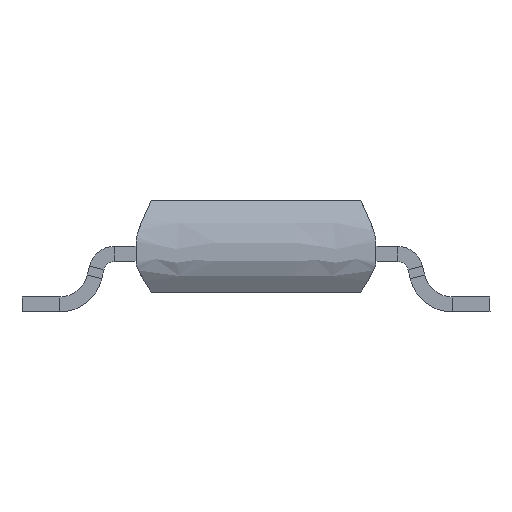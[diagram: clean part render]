
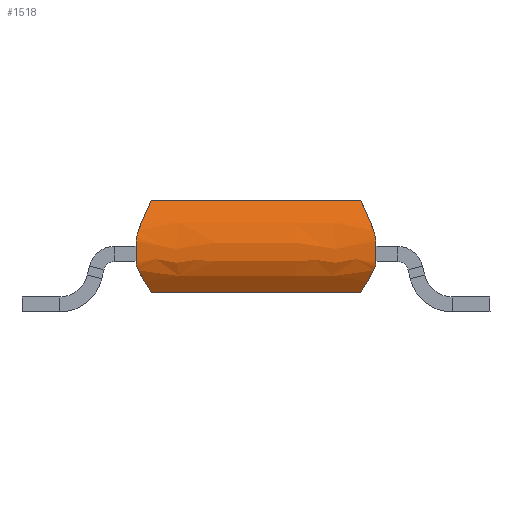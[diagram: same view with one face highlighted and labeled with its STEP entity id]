
A CAD part, front view. The second image highlights one B-rep face of the part: STEP entity #1518.
In plain terms, the highlighted free-form (B-spline) face has degree [3, 3] with [4, 8] control points.
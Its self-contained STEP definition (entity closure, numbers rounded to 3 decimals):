
#1518=ADVANCED_FACE('',(#4235),#4237,.T.);
#4235=FACE_BOUND('',#4236,.T.);
#4236=EDGE_LOOP('',(#6715,#6716,#6717,#6718));
#4237=B_SPLINE_SURFACE_WITH_KNOTS('',3,3,(
(#4238,#4239,#4240,#4241,#4242,#4243,#4244,#4245),
(#4246,#4247,#4248,#4249,#4250,#4251,#4252,#4253),
(#4254,#4255,#4256,#4257,#4258,#4259,#4260,#4261),
(#4262,#4263,#4264,#4265,#4266,#4267,#4268,#4269)),
.UNSPECIFIED.,.F.,.F.,.F.,
(4,4),
(4,2,2,4),
(0.,1.),
(0.,1.382,1.99,3.),
.UNSPECIFIED.);
#4238=CARTESIAN_POINT('',(1.746,-2.248,1.73));
#4239=CARTESIAN_POINT('',(1.844,-2.346,1.496));
#4240=CARTESIAN_POINT('',(2.,-2.502,1.226));
#4241=CARTESIAN_POINT('',(2.,-2.502,0.941));
#4242=CARTESIAN_POINT('',(2.,-2.502,0.806));
#4243=CARTESIAN_POINT('',(2.,-2.502,0.574));
#4244=CARTESIAN_POINT('',(1.847,-2.349,0.377));
#4245=CARTESIAN_POINT('',(1.746,-2.248,0.206));
#4246=CARTESIAN_POINT('',(0.582,-2.248,1.73));
#4247=CARTESIAN_POINT('',(0.68,-2.346,1.496));
#4248=CARTESIAN_POINT('',(0.667,-2.502,1.226));
#4249=CARTESIAN_POINT('',(0.667,-2.502,0.941));
#4250=CARTESIAN_POINT('',(0.667,-2.502,0.806));
#4251=CARTESIAN_POINT('',(0.667,-2.502,0.574));
#4252=CARTESIAN_POINT('',(0.616,-2.349,0.377));
#4253=CARTESIAN_POINT('',(0.582,-2.248,0.206));
#4254=CARTESIAN_POINT('',(-0.582,-2.248,1.73));
#4255=CARTESIAN_POINT('',(-0.68,-2.346,1.496));
#4256=CARTESIAN_POINT('',(-0.667,-2.502,1.226));
#4257=CARTESIAN_POINT('',(-0.667,-2.502,0.941));
#4258=CARTESIAN_POINT('',(-0.667,-2.502,0.806));
#4259=CARTESIAN_POINT('',(-0.667,-2.502,0.574));
#4260=CARTESIAN_POINT('',(-0.616,-2.349,0.377));
#4261=CARTESIAN_POINT('',(-0.582,-2.248,0.206));
#4262=CARTESIAN_POINT('',(-1.746,-2.248,1.73));
#4263=CARTESIAN_POINT('',(-1.844,-2.346,1.496));
#4264=CARTESIAN_POINT('',(-2.,-2.502,1.226));
#4265=CARTESIAN_POINT('',(-2.,-2.502,0.941));
#4266=CARTESIAN_POINT('',(-2.,-2.502,0.806));
#4267=CARTESIAN_POINT('',(-2.,-2.502,0.574));
#4268=CARTESIAN_POINT('',(-1.847,-2.349,0.377));
#4269=CARTESIAN_POINT('',(-1.746,-2.248,0.206));
#6715=ORIENTED_EDGE('',*,*,#7746,.T.);
#6716=ORIENTED_EDGE('',*,*,#8194,.T.);
#6717=ORIENTED_EDGE('',*,*,#8211,.F.);
#6718=ORIENTED_EDGE('',*,*,#8212,.F.);
#7746=EDGE_CURVE('',#8628,#8625,#8629,.T.);
#8194=EDGE_CURVE('',#8625,#9363,#9365,.T.);
#8211=EDGE_CURVE('',#9398,#9363,#9399,.T.);
#8212=EDGE_CURVE('',#8628,#9398,#9400,.T.);
#8625=VERTEX_POINT('',#10055);
#8628=VERTEX_POINT('',#10060);
#8629=LINE('',#10061,#10062);
#9363=VERTEX_POINT('',#11695);
#9365=B_SPLINE_CURVE_WITH_KNOTS('',3,
(#11699,#11700,#11701,#11702,#11703,#11704,#11705,#11706),
.UNSPECIFIED.,.F.,.F.,
(4,2,2,4),
(0.,0.461,0.663,1.),
.UNSPECIFIED.);
#9398=VERTEX_POINT('',#12025);
#9399=LINE('',#12026,#12027);
#9400=B_SPLINE_CURVE_WITH_KNOTS('',3,
(#12029,#12030,#12031,#12032,#12033,#12034,#12035,#12036),
.UNSPECIFIED.,.F.,.F.,
(4,2,2,4),
(0.,0.461,0.663,1.),
.UNSPECIFIED.);
#10055=CARTESIAN_POINT('',(-1.746,-2.248,1.73));
#10060=CARTESIAN_POINT('',(1.746,-2.248,1.73));
#10061=CARTESIAN_POINT('',(1.746,-2.248,1.73));
#10062=VECTOR('',#10063,1.);
#10063=DIRECTION('',(-1.,0.,0.));
#11695=CARTESIAN_POINT('',(-1.746,-2.248,0.206));
#11699=CARTESIAN_POINT('',(-1.746,-2.248,1.73));
#11700=CARTESIAN_POINT('',(-1.844,-2.346,1.496));
#11701=CARTESIAN_POINT('',(-2.,-2.502,1.226));
#11702=CARTESIAN_POINT('',(-2.,-2.502,0.941));
#11703=CARTESIAN_POINT('',(-2.,-2.502,0.806));
#11704=CARTESIAN_POINT('',(-2.,-2.502,0.574));
#11705=CARTESIAN_POINT('',(-1.847,-2.349,0.377));
#11706=CARTESIAN_POINT('',(-1.746,-2.248,0.206));
#12025=CARTESIAN_POINT('',(1.746,-2.248,0.206));
#12026=CARTESIAN_POINT('',(1.746,-2.248,0.206));
#12027=VECTOR('',#12028,1.);
#12028=DIRECTION('',(-1.,0.,0.));
#12029=CARTESIAN_POINT('',(1.746,-2.248,1.73));
#12030=CARTESIAN_POINT('',(1.844,-2.346,1.496));
#12031=CARTESIAN_POINT('',(2.,-2.502,1.226));
#12032=CARTESIAN_POINT('',(2.,-2.502,0.941));
#12033=CARTESIAN_POINT('',(2.,-2.502,0.806));
#12034=CARTESIAN_POINT('',(2.,-2.502,0.574));
#12035=CARTESIAN_POINT('',(1.847,-2.349,0.377));
#12036=CARTESIAN_POINT('',(1.746,-2.248,0.206));
